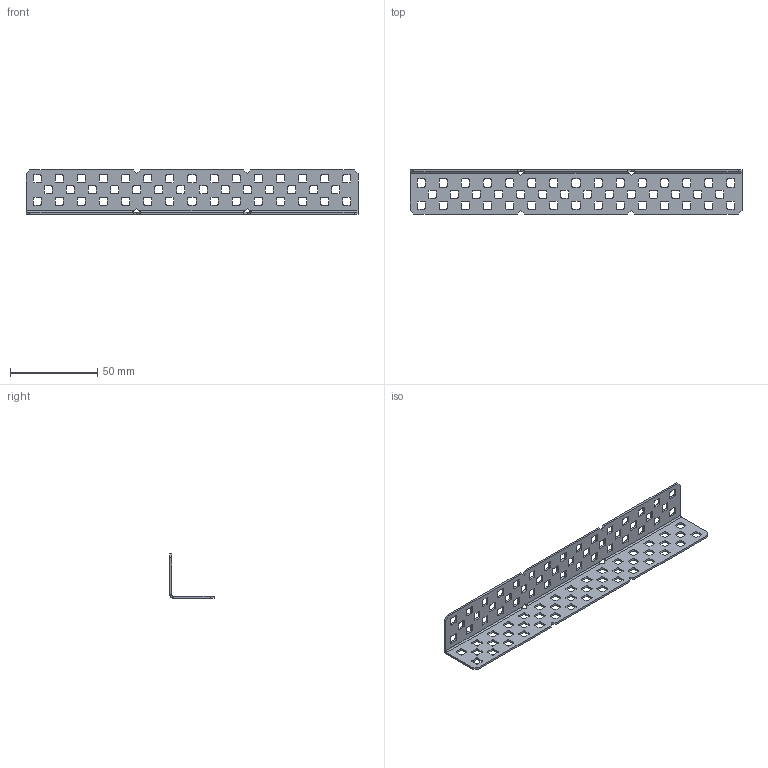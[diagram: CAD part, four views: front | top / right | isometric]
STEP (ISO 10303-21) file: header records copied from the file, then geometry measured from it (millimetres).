
FILE_DESCRIPTION(/* description */ (''),/* implementation_level */ '2;1');
FILE_NAME(/* name */ 'Angle 2x2x15.ipt.step',/* time_stamp */ '2020-04-16T22:57:56-04:00',/* author */ ('Jordan'),/* organization */ (''),/* preprocessor_version */ 'ST-DEVELOPER v17',/* originating_system */ 'Autodesk Inventor 2019',/* authorisation */ '');
FILE_SCHEMA (('AUTOMOTIVE_DESIGN { 1 0 10303 214 3 1 1 }'));
Length unit declared in the file: inch
Products named in the file (1): Angle 2x2x15
Bounding box: 190.5 x 25.4 x 25.4 mm (x, y, z)
Volume: 8682 mm3; surface area: 17265.1 mm2
Topology: 1 solids, 1 shells, 754 faces, 2726 edges, 2356 vertices
Faces by surface type: plane 388, cylinder 358, bspline 8
Entity records: 29067 total; most frequent: CARTESIAN_POINT 5883, DIRECTION 4966, ORIENTED_EDGE 4504, EDGE_CURVE 2252, AXIS2_PLACEMENT_3D 1719, LINE 1528, VECTOR 1528, VERTEX_POINT 1496
